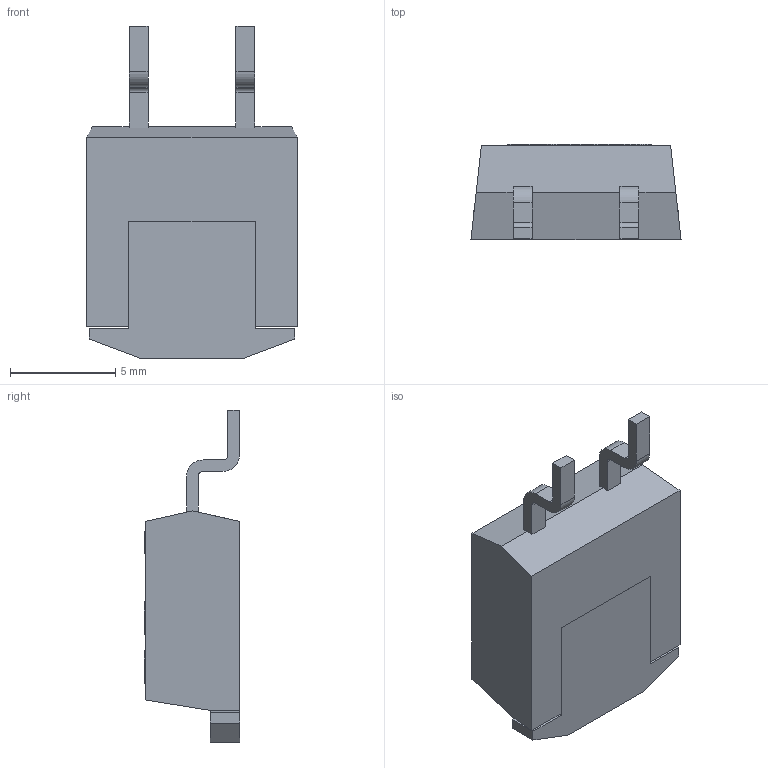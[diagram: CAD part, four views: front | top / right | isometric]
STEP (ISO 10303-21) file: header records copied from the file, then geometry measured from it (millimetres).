
FILE_DESCRIPTION (( 'STEP AP214' ), '1' );
FILE_NAME ('SOT404.STEP', '2018-01-23T17:03:09', ( '' ), ( '' ), 'SwSTEP 2.0', 'SolidWorks 2018', '' );
FILE_SCHEMA (( 'AUTOMOTIVE_DESIGN' ));
Length unit declared in the file: millimetre
Products named in the file (1): SOT404
Bounding box: 10 x 4.55 x 15.8 mm (x, y, z)
Volume: 412 mm3; surface area: 414.2 mm2
Topology: 1 solids, 1 shells, 243 faces, 655 edges, 436 vertices
Faces by surface type: plane 160, bspline 75, cylinder 8
Entity records: 12354 total; most frequent: CARTESIAN_POINT 6106, ORIENTED_EDGE 1310, DIRECTION 859, EDGE_CURVE 655, LINE 489, VECTOR 489, VERTEX_POINT 436, EDGE_LOOP 265
